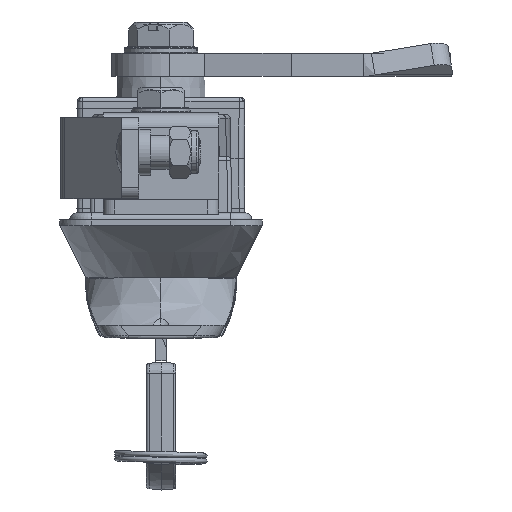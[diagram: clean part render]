
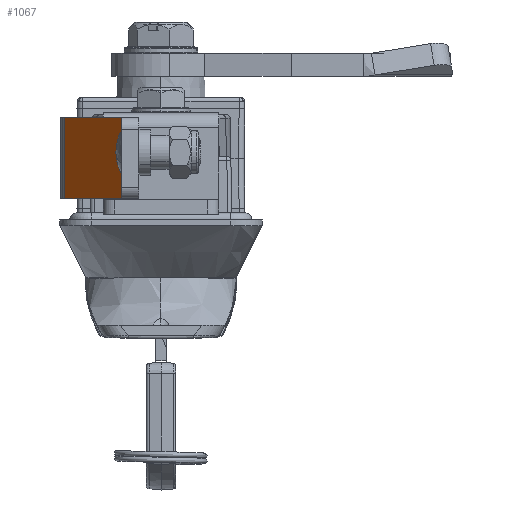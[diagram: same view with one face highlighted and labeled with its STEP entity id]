
A CAD part, left-side view. The second image highlights one B-rep face of the part: STEP entity #1067.
In plain terms, the highlighted planar face has unit normal (-0.628, 0.778, 0).
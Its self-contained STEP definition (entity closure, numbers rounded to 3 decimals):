
#342 = CARTESIAN_POINT ( 'NONE',  ( -116.954, 16.578, 3.65 ) ) ;
#544 = LINE ( 'NONE', #38927, #35567 ) ;
#725 = CARTESIAN_POINT ( 'NONE',  ( -116.954, 16.578, 17.65 ) ) ;
#974 = CARTESIAN_POINT ( 'NONE',  ( -128.991, 6.856, 3.65 ) ) ;
#1067 = ADVANCED_FACE ( 'NONE', ( #29633 ), #26470, .T. ) ;
#2104 = ORIENTED_EDGE ( 'NONE', *, *, #13352, .T. ) ;
#3129 = CARTESIAN_POINT ( 'NONE',  ( -116.565, 16.892, 17.65 ) ) ;
#3250 = DIRECTION ( 'NONE',  ( -0.628, 0.778, 0. ) ) ;
#4168 = B_SPLINE_CURVE_WITH_KNOTS ( 'NONE', 3,
 ( #38833, #39687, #9939, #19452 ),
 .UNSPECIFIED., .F., .F.,
 ( 4, 4 ),
 ( -0.176, 1. ),
 .UNSPECIFIED. ) ;
#6104 = AXIS2_PLACEMENT_3D ( 'NONE', #26263, #3250, #39305 ) ;
#6259 = B_SPLINE_CURVE_WITH_KNOTS ( 'NONE', 3,
 ( #342, #32430, #38944, #13422 ),
 .UNSPECIFIED., .F., .F.,
 ( 4, 4 ),
 ( -0.176, 1. ),
 .UNSPECIFIED. ) ;
#7661 = ORIENTED_EDGE ( 'NONE', *, *, #28123, .T. ) ;
#7768 = CARTESIAN_POINT ( 'NONE',  ( -128.991, 6.856, 17.65 ) ) ;
#7798 = ORIENTED_EDGE ( 'NONE', *, *, #8178, .T. ) ;
#8178 = EDGE_CURVE ( 'NONE', #12780, #27388, #544, .T. ) ;
#9893 = VECTOR ( 'NONE', #15995, 1000. ) ;
#9939 = CARTESIAN_POINT ( 'NONE',  ( -128.991, 6.856, 12.983 ) ) ;
#12780 = VERTEX_POINT ( 'NONE', #33030 ) ;
#12989 = DIRECTION ( 'NONE',  ( -0.778, -0.628, 0. ) ) ;
#13352 = EDGE_CURVE ( 'NONE', #41176, #40692, #35198, .T. ) ;
#13422 = CARTESIAN_POINT ( 'NONE',  ( -116.954, 16.578, 17.65 ) ) ;
#13997 = EDGE_LOOP ( 'NONE', ( #2104, #19054, #7798, #7661 ) ) ;
#15995 = DIRECTION ( 'NONE',  ( 0.778, 0.628, 0. ) ) ;
#19054 = ORIENTED_EDGE ( 'NONE', *, *, #26050, .F. ) ;
#19452 = CARTESIAN_POINT ( 'NONE',  ( -128.991, 6.856, 17.65 ) ) ;
#26050 = EDGE_CURVE ( 'NONE', #12780, #40692, #6259, .T. ) ;
#26263 = CARTESIAN_POINT ( 'NONE',  ( -116.565, 16.892, 5.25 ) ) ;
#26470 = PLANE ( 'NONE',  #6104 ) ;
#27388 = VERTEX_POINT ( 'NONE', #974 ) ;
#28123 = EDGE_CURVE ( 'NONE', #27388, #41176, #4168, .T. ) ;
#29633 = FACE_OUTER_BOUND ( 'NONE', #13997, .T. ) ;
#32430 = CARTESIAN_POINT ( 'NONE',  ( -116.954, 16.578, 8.317 ) ) ;
#33030 = CARTESIAN_POINT ( 'NONE',  ( -116.954, 16.578, 3.65 ) ) ;
#35198 = LINE ( 'NONE', #3129, #9893 ) ;
#35567 = VECTOR ( 'NONE', #12989, 1000. ) ;
#38833 = CARTESIAN_POINT ( 'NONE',  ( -128.991, 6.856, 3.65 ) ) ;
#38927 = CARTESIAN_POINT ( 'NONE',  ( -116.565, 16.892, 3.65 ) ) ;
#38944 = CARTESIAN_POINT ( 'NONE',  ( -116.954, 16.578, 12.983 ) ) ;
#39305 = DIRECTION ( 'NONE',  ( -0.778, -0.628, 0. ) ) ;
#39687 = CARTESIAN_POINT ( 'NONE',  ( -128.991, 6.856, 8.317 ) ) ;
#40692 = VERTEX_POINT ( 'NONE', #725 ) ;
#41176 = VERTEX_POINT ( 'NONE', #7768 ) ;
